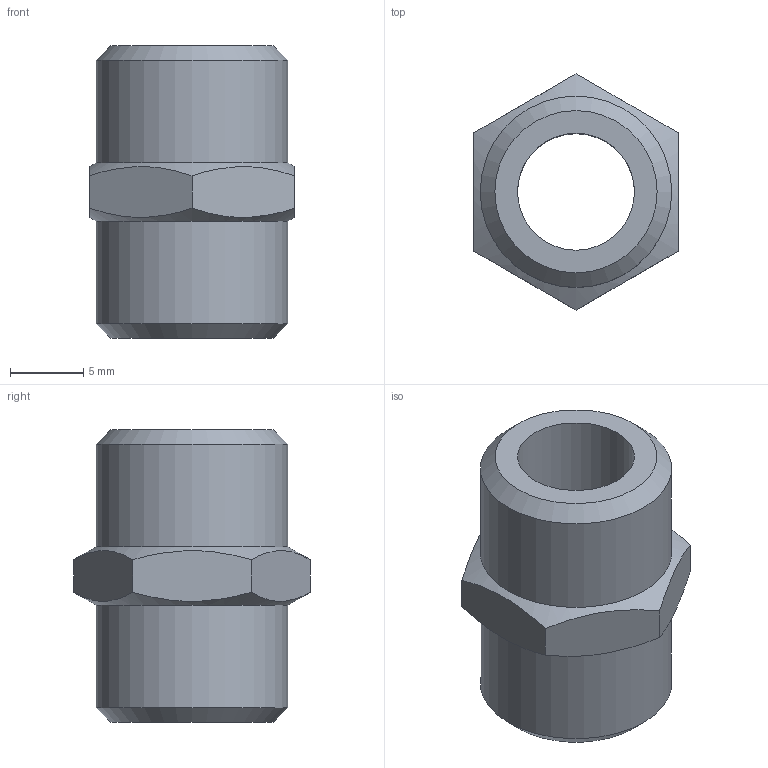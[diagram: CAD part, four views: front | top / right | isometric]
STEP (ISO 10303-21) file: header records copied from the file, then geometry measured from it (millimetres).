
FILE_DESCRIPTION((''),'2;1');
FILE_NAME('Sechskantnippel R1 4 Messing A260011602.stp','2006-02-22T14:04:55',('ScheitB'),(''),'Autodesk Inventor 10','Autodesk Inventor 10','');
FILE_SCHEMA(('AUTOMOTIVE_DESIGN { 1 0 10303 214 1 1 1 1 }'));
Length unit declared in the file: millimetre
Products named in the file (1): ANNIP01C
Bounding box: 14 x 16.17 x 20 mm (x, y, z)
Volume: 1772.1 mm3; surface area: 1507.9 mm2
Topology: 1 solids, 1 shells, 15 faces, 36 edges, 23 vertices
Faces by surface type: plane 8, cone 4, cylinder 2, bspline 1
Full cylindrical faces by diameter (mm): 13.1 x2
Entity records: 400 total; most frequent: CARTESIAN_POINT 103, DIRECTION 52, ORIENTED_EDGE 52, EDGE_CURVE 26, EDGE_LOOP 24, AXIS2_PLACEMENT_3D 23, VERTEX_POINT 20, FACE_OUTER_BOUND 15
